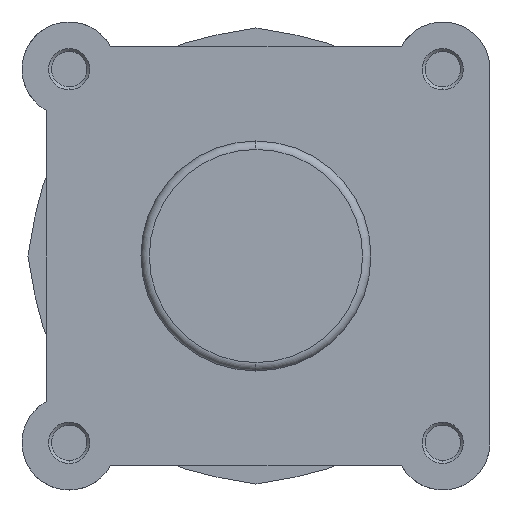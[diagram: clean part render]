
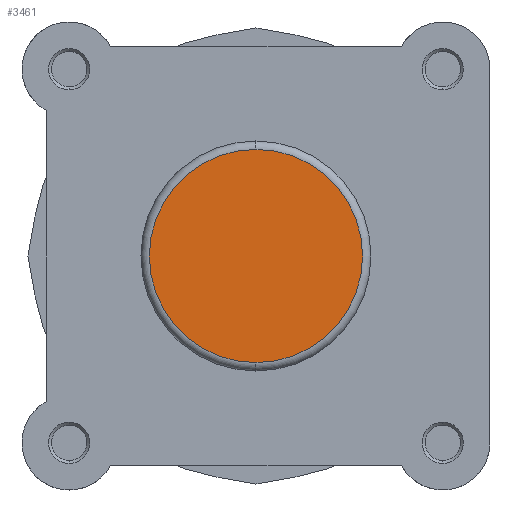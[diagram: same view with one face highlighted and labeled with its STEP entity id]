
A CAD part, left-side view. The second image highlights one B-rep face of the part: STEP entity #3461.
In plain terms, the highlighted planar face has unit normal (-1, 0, 0).
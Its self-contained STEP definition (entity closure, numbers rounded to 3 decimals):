
#55 = FACE_OUTER_BOUND ( 'NONE', #3176, .T. ) ;
#185 = CIRCLE ( 'NONE', #3778, 25.4 ) ;
#517 = CIRCLE ( 'NONE', #3911, 25.4 ) ;
#1037 = CARTESIAN_POINT ( 'NONE',  ( 0., 0., 0. ) ) ;
#1039 = DIRECTION ( 'NONE',  ( -1., 0., 0. ) ) ;
#1040 = DIRECTION ( 'NONE',  ( 0., 0., -1. ) ) ;
#1665 = CARTESIAN_POINT ( 'NONE',  ( 0., 0., -25.4 ) ) ;
#1704 = CARTESIAN_POINT ( 'NONE',  ( 0., 0., 25.4 ) ) ;
#2316 = ORIENTED_EDGE ( 'NONE', *, *, #5505, .T. ) ;
#2330 = ORIENTED_EDGE ( 'NONE', *, *, #3511, .T. ) ;
#3176 = EDGE_LOOP ( 'NONE', ( #2330, #2316 ) ) ;
#3461 = ADVANCED_FACE ( 'NONE', ( #55 ), #4606, .F. ) ;
#3511 = EDGE_CURVE ( 'NONE', #5878, #5917, #185, .T. ) ;
#3728 = AXIS2_PLACEMENT_3D ( 'NONE', #4605, #4608, #4609 ) ;
#3778 = AXIS2_PLACEMENT_3D ( 'NONE', #4821, #4822, #4823 ) ;
#3911 = AXIS2_PLACEMENT_3D ( 'NONE', #1037, #1039, #1040 ) ;
#4605 = CARTESIAN_POINT ( 'NONE',  ( 0., 0., 0. ) ) ;
#4606 = PLANE ( 'NONE',  #3728 ) ;
#4608 = DIRECTION ( 'NONE',  ( 1., 0., 0. ) ) ;
#4609 = DIRECTION ( 'NONE',  ( 0., 0., -1. ) ) ;
#4821 = CARTESIAN_POINT ( 'NONE',  ( 0., 0., 0. ) ) ;
#4822 = DIRECTION ( 'NONE',  ( -1., 0., 0. ) ) ;
#4823 = DIRECTION ( 'NONE',  ( 0., 0., -1. ) ) ;
#5505 = EDGE_CURVE ( 'NONE', #5917, #5878, #517, .T. ) ;
#5878 = VERTEX_POINT ( 'NONE', #1665 ) ;
#5917 = VERTEX_POINT ( 'NONE', #1704 ) ;
